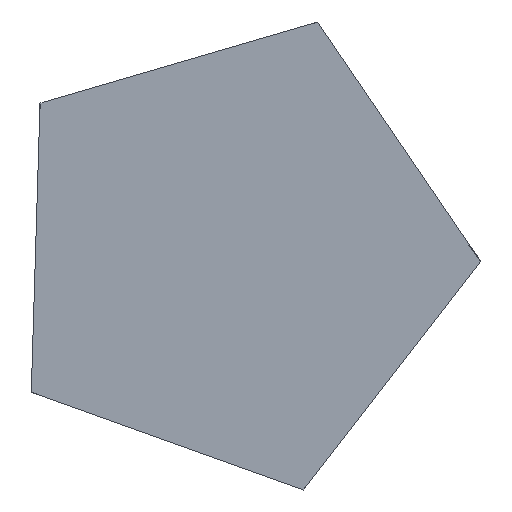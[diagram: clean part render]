
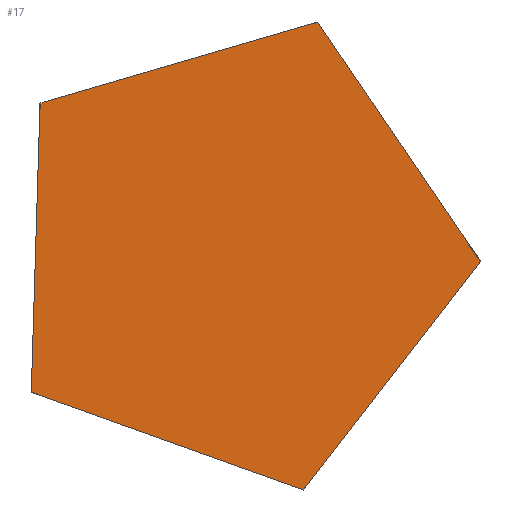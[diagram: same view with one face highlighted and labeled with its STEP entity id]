
A CAD part, front view. The second image highlights one B-rep face of the part: STEP entity #17.
In plain terms, the highlighted free-form (B-spline) face has degree [1, 1] with [2, 2] control points.
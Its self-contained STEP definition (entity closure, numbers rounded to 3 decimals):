
#17 = ADVANCED_FACE('',(#18),#55,.F.);
#18 = FACE_BOUND('',#19,.T.);
#19 = EDGE_LOOP('',(#20,#29,#36,#43,#50));
#20 = ORIENTED_EDGE('',*,*,#21,.F.);
#21 = EDGE_CURVE('',#22,#24,#26,.T.);
#22 = VERTEX_POINT('',#23);
#23 = CARTESIAN_POINT('',(37.051,0.,103.323));
#24 = VERTEX_POINT('',#25);
#25 = CARTESIAN_POINT('',(109.715,0.,-3.309));
#26 = B_SPLINE_CURVE_WITH_KNOTS('',1,(#27,#28),.UNSPECIFIED.,.F.,.F.,(2,
    2),(0.,113.022),.PIECEWISE_BEZIER_KNOTS.);
#27 = CARTESIAN_POINT('',(37.051,0.,103.323));
#28 = CARTESIAN_POINT('',(109.715,0.,-3.309));
#29 = ORIENTED_EDGE('',*,*,#30,.F.);
#30 = EDGE_CURVE('',#31,#22,#33,.T.);
#31 = VERTEX_POINT('',#32);
#32 = CARTESIAN_POINT('',(-86.816,0.,67.166));
#33 = B_SPLINE_CURVE_WITH_KNOTS('',1,(#34,#35),.UNSPECIFIED.,.F.,.F.,(2,
    2),(0.,113.022),.PIECEWISE_BEZIER_KNOTS.);
#34 = CARTESIAN_POINT('',(-86.816,0.,67.166));
#35 = CARTESIAN_POINT('',(37.051,0.,103.323));
#36 = ORIENTED_EDGE('',*,*,#37,.F.);
#37 = EDGE_CURVE('',#38,#31,#40,.T.);
#38 = VERTEX_POINT('',#39);
#39 = CARTESIAN_POINT('',(-90.707,0.,-61.812));
#40 = B_SPLINE_CURVE_WITH_KNOTS('',1,(#41,#42),.UNSPECIFIED.,.F.,.F.,(2,
    2),(0.,113.022),.PIECEWISE_BEZIER_KNOTS.);
#41 = CARTESIAN_POINT('',(-90.707,0.,-61.812));
#42 = CARTESIAN_POINT('',(-86.816,0.,67.166));
#43 = ORIENTED_EDGE('',*,*,#44,.F.);
#44 = EDGE_CURVE('',#45,#38,#47,.T.);
#45 = VERTEX_POINT('',#46);
#46 = CARTESIAN_POINT('',(30.756,0.,-105.368));
#47 = B_SPLINE_CURVE_WITH_KNOTS('',1,(#48,#49),.UNSPECIFIED.,.F.,.F.,(2,
    2),(0.,113.022),.PIECEWISE_BEZIER_KNOTS.);
#48 = CARTESIAN_POINT('',(30.756,0.,-105.368));
#49 = CARTESIAN_POINT('',(-90.707,0.,-61.812));
#50 = ORIENTED_EDGE('',*,*,#51,.F.);
#51 = EDGE_CURVE('',#24,#45,#52,.T.);
#52 = B_SPLINE_CURVE_WITH_KNOTS('',1,(#53,#54),.UNSPECIFIED.,.F.,.F.,(2,
    2),(0.,113.022),.PIECEWISE_BEZIER_KNOTS.);
#53 = CARTESIAN_POINT('',(109.715,0.,-3.309));
#54 = CARTESIAN_POINT('',(30.756,0.,-105.368));
#55 = B_SPLINE_SURFACE_WITH_KNOTS('',1,1,(
    (#56,#57)
    ,(#58,#59)),.UNSPECIFIED.,.F.,.F.,.F.,(2,2),(2,2),(-92.291,
    90.499),(-79.449,96.098),
  .PIECEWISE_BEZIER_KNOTS.);
#56 = CARTESIAN_POINT('',(-90.707,0.,-105.368));
#57 = CARTESIAN_POINT('',(109.715,0.,-105.368));
#58 = CARTESIAN_POINT('',(-90.707,0.,103.323));
#59 = CARTESIAN_POINT('',(109.715,0.,103.323));
